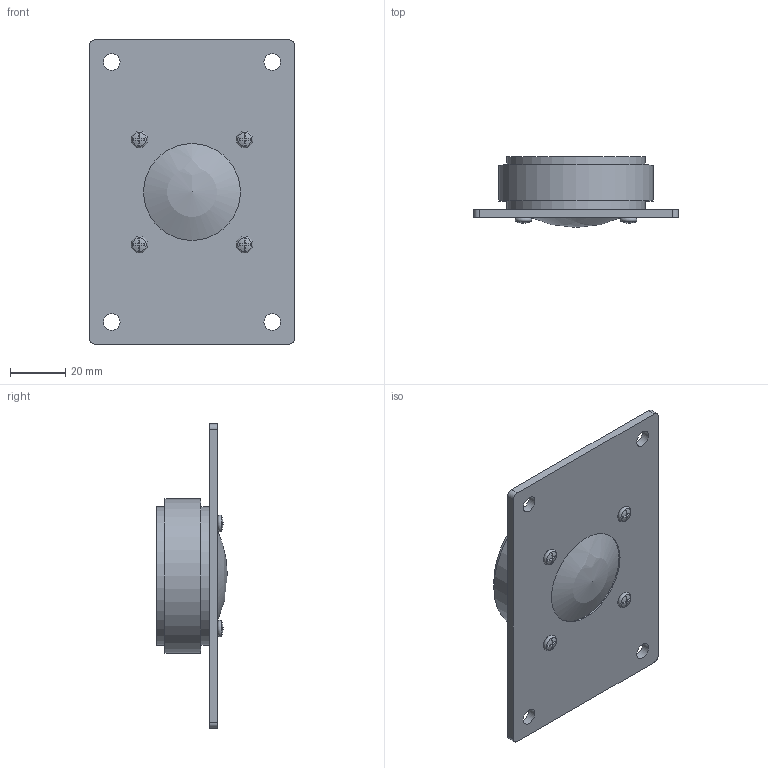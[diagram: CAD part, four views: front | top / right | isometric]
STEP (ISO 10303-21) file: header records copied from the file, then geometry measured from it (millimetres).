
FILE_DESCRIPTION(('FreeCAD Model'),'2;1');
FILE_NAME( 'Canton_6390.step' ,'2021-02-13T11:37:46',('Author'),(''), 'Open CASCADE STEP processor 7.3','FreeCAD','Unknown');
FILE_SCHEMA(('AUTOMOTIVE_DESIGN { 1 0 10303 214 1 1 1 1 }'));
Length unit declared in the file: millimetre
Products named in the file (1): Canton_6390
Bounding box: 74 x 25.53 x 110 mm (x, y, z)
Volume: 63526.5 mm3; surface area: 36574.1 mm2
Topology: 11 solids, 11 shells, 102 faces, 239 edges, 157 vertices
Faces by surface type: plane 72, cylinder 19, sphere 7, torus 4
Full cylindrical faces by diameter (mm): 6 x4, 20 x2, 23 x1, 27 x2, 35 x3, 50 x2, 56 x1
Entity records: 7671 total; most frequent: CARTESIAN_POINT 2024, DIRECTION 959, ORIENTED_EDGE 472, PCURVE 472, DEFINITIONAL_REPRESENTATION 472, LINE 452, VECTOR 452, EDGE_CURVE 236
